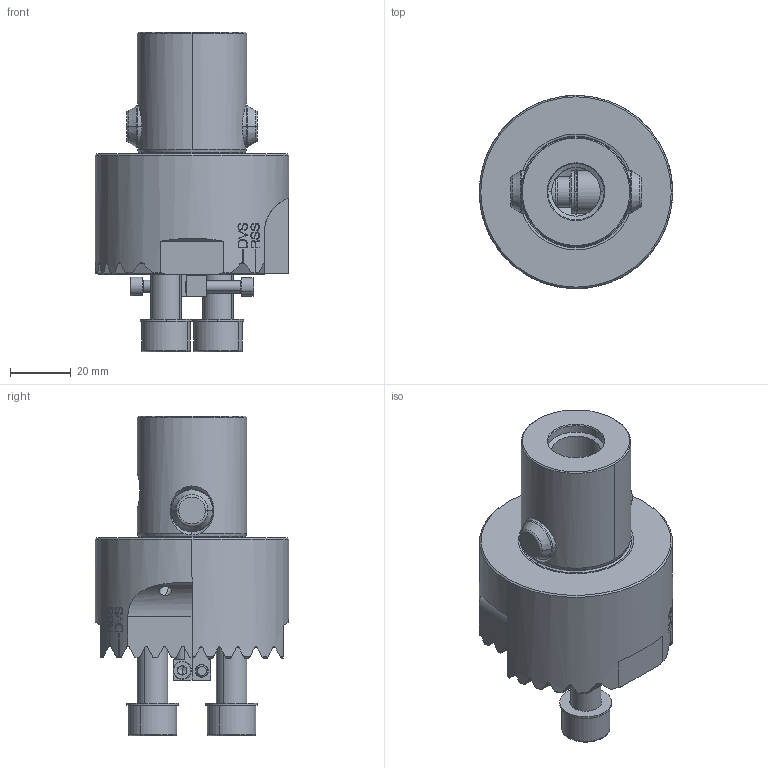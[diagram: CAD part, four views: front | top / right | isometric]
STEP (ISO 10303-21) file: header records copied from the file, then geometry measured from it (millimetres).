
FILE_DESCRIPTION(('no description'),'unknown implementation level');
FILE_NAME('35407D5A-7330-4D07-9F01-4481048191A6_export.stp',' ',('CIMSOURCE GmbH'),('CADClick - KiM GmbH - www.kimweb.de'),'unknown preprocess','ACIS','unknown authorization');
FILE_SCHEMA(('automotive_design'));
Length unit declared in the file: millimetre
Products named in the file (11): 319.601 Kaiser SW68-90(110)xCK6B|690.101 Kaiser ETL M4 X 14A;Verrundung2; 319.601 Kaiser SW68-90(110)xCK6B|690.106 Kaiser ETL M10 X 35A;Fase1; 319.601 Kaiser SW68-90(110)xCK6B|693.179 Kaiser ETL �10.5_17_eingebaut (flach);Rotation1; 319.601 Kaiser SW68-90(110)xCK6B|690.196 Kaiser ETL M4x0.5x18.5 spez;Linear austragen2; 319.601 Kaiser SW68-90(110)xCK6B|319.650 Kaiser ETL SW68;Fase1; 319.601 Kaiser SW68-90(110)xCK6B|319.630 Kaiser SW68xCK6B;Schnitt-Rotation11; 319.601 Kaiser SW68-90(110)xCK6B|691.506 Kaiser ETL D14 X 43K|693.305 Sprengring;Schnitt-Linear austragen1; 319.601 Kaiser SW68-90(110)xCK6B|691.506 Kaiser ETL D14 X 43K|691.526 Mitnehmerbolzen;Rotation1
Bounding box: 63.5 x 63.5 x 105 mm (x, y, z)
Volume: 151047.9 mm3; surface area: 36649.2 mm2
Topology: 11 solids, 11 shells, 719 faces, 1849 edges, 1172 vertices
Faces by surface type: plane 247, cylinder 200, bspline 130, cone 94, torus 42, sphere 6
Entity records: 55925 total; most frequent: CARTESIAN_POINT 18384, STYLED_ITEM 3735, PRESENTATION_STYLE_ASSIGNMENT 3735, COLOUR_RGB 3735, ORIENTED_EDGE 3666, DIRECTION 3127, EDGE_CURVE 1833, CURVE_STYLE 1833
